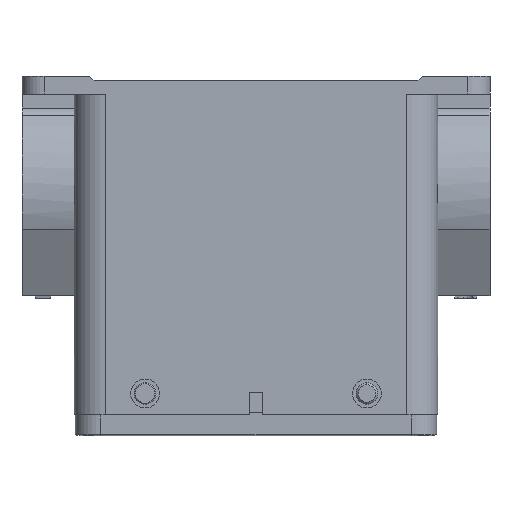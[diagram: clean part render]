
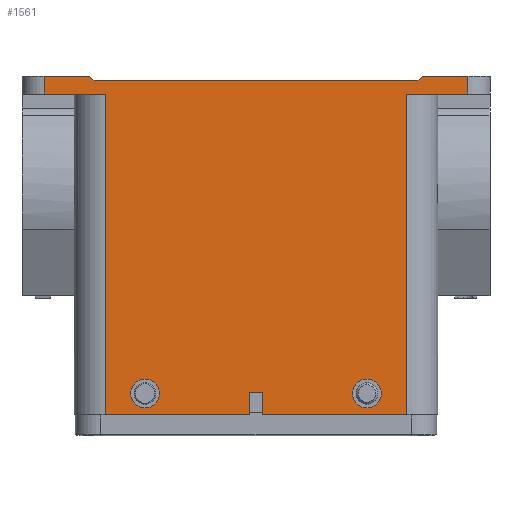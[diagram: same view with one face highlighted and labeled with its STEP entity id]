
A CAD part, front view. The second image highlights one B-rep face of the part: STEP entity #1561.
In plain terms, the highlighted planar face has unit normal (0, -1, 0).
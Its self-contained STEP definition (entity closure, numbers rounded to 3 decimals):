
#141=FACE_BOUND('',#2418,.T.);
#142=FACE_BOUND('',#2419,.T.);
#143=FACE_BOUND('',#2420,.T.);
#469=LINE('',#10425,#938);
#471=LINE('',#10429,#940);
#473=LINE('',#10433,#942);
#475=LINE('',#10437,#944);
#479=LINE('',#10453,#948);
#483=LINE('',#10466,#952);
#487=LINE('',#10481,#956);
#505=LINE('',#10537,#974);
#509=LINE('',#10545,#978);
#529=LINE('',#10600,#998);
#531=LINE('',#10607,#1000);
#535=LINE('',#10618,#1004);
#538=LINE('',#10624,#1007);
#539=LINE('',#10626,#1008);
#540=LINE('',#10627,#1009);
#541=LINE('',#10628,#1010);
#938=VECTOR('',#8120,1.);
#940=VECTOR('',#8124,1.);
#942=VECTOR('',#8128,1.);
#944=VECTOR('',#8132,1.);
#948=VECTOR('',#8144,1.);
#952=VECTOR('',#8156,1.);
#956=VECTOR('',#8172,1.);
#974=VECTOR('',#8222,1.);
#978=VECTOR('',#8234,1.);
#998=VECTOR('',#8294,1.);
#1000=VECTOR('',#8300,1.);
#1004=VECTOR('',#8310,1.);
#1007=VECTOR('',#8315,1.);
#1008=VECTOR('',#8316,1.);
#1009=VECTOR('',#8317,1.);
#1010=VECTOR('',#8318,1.);
#1253=PLANE('',#6783);
#1561=ADVANCED_FACE('NONE',(#141,#142,#143),#1253,.F.);
#2418=EDGE_LOOP('',(#3907,#3908));
#2419=EDGE_LOOP('',(#3909,#3910,#3911,#3912,#3913,#3914,#3915,#3916,#3917,
#3918,#3919,#3920,#3921,#3922,#3923,#3924));
#2420=EDGE_LOOP('',(#3925,#3926));
#3907=ORIENTED_EDGE('',*,*,#5257,.F.);
#3908=ORIENTED_EDGE('',*,*,#5687,.F.);
#3909=ORIENTED_EDGE('',*,*,#5717,.F.);
#3910=ORIENTED_EDGE('',*,*,#5691,.F.);
#3911=ORIENTED_EDGE('',*,*,#5761,.F.);
#3912=ORIENTED_EDGE('',*,*,#5762,.F.);
#3913=ORIENTED_EDGE('',*,*,#5758,.F.);
#3914=ORIENTED_EDGE('',*,*,#5763,.T.);
#3915=ORIENTED_EDGE('',*,*,#5753,.F.);
#3916=ORIENTED_EDGE('',*,*,#5764,.F.);
#3917=ORIENTED_EDGE('',*,*,#5750,.F.);
#3918=ORIENTED_EDGE('',*,*,#5683,.F.);
#3919=ORIENTED_EDGE('',*,*,#5721,.F.);
#3920=ORIENTED_EDGE('',*,*,#5668,.F.);
#3921=ORIENTED_EDGE('',*,*,#5666,.F.);
#3922=ORIENTED_EDGE('',*,*,#5664,.F.);
#3923=ORIENTED_EDGE('',*,*,#5662,.F.);
#3924=ORIENTED_EDGE('',*,*,#5676,.F.);
#3925=ORIENTED_EDGE('',*,*,#5261,.F.);
#3926=ORIENTED_EDGE('',*,*,#5660,.F.);
#4606=VERTEX_POINT('',#9444);
#4607=VERTEX_POINT('',#9445);
#4610=VERTEX_POINT('',#9453);
#4611=VERTEX_POINT('',#9454);
#4870=VERTEX_POINT('',#10424);
#4871=VERTEX_POINT('',#10426);
#4872=VERTEX_POINT('',#10430);
#4873=VERTEX_POINT('',#10434);
#4874=VERTEX_POINT('',#10438);
#4881=VERTEX_POINT('',#10452);
#4886=VERTEX_POINT('',#10465);
#4887=VERTEX_POINT('',#10467);
#4891=VERTEX_POINT('',#10480);
#4892=VERTEX_POINT('',#10482);
#4923=VERTEX_POINT('',#10601);
#4924=VERTEX_POINT('',#10605);
#4926=VERTEX_POINT('',#10608);
#4929=VERTEX_POINT('',#10617);
#4930=VERTEX_POINT('',#10619);
#4932=VERTEX_POINT('',#10625);
#5257=EDGE_CURVE('NONE',#4606,#4607,#6000,.T.);
#5261=EDGE_CURVE('NONE',#4610,#4611,#6002,.T.);
#5660=EDGE_CURVE('NONE',#4611,#4610,#6168,.T.);
#5662=EDGE_CURVE('NONE',#4870,#4871,#469,.T.);
#5664=EDGE_CURVE('NONE',#4871,#4872,#471,.T.);
#5666=EDGE_CURVE('NONE',#4872,#4873,#473,.T.);
#5668=EDGE_CURVE('NONE',#4873,#4874,#475,.T.);
#5676=EDGE_CURVE('',#4881,#4870,#479,.T.);
#5683=EDGE_CURVE('NONE',#4886,#4887,#483,.T.);
#5687=EDGE_CURVE('NONE',#4607,#4606,#6178,.T.);
#5691=EDGE_CURVE('NONE',#4891,#4892,#487,.T.);
#5717=EDGE_CURVE('NONE',#4892,#4881,#505,.T.);
#5721=EDGE_CURVE('NONE',#4874,#4886,#509,.T.);
#5750=EDGE_CURVE('NONE',#4887,#4923,#529,.T.);
#5753=EDGE_CURVE('NONE',#4924,#4926,#531,.T.);
#5758=EDGE_CURVE('NONE',#4929,#4930,#535,.T.);
#5761=EDGE_CURVE('NONE',#4932,#4891,#538,.T.);
#5762=EDGE_CURVE('NONE',#4930,#4932,#539,.T.);
#5763=EDGE_CURVE('NONE',#4929,#4926,#540,.T.);
#5764=EDGE_CURVE('NONE',#4923,#4924,#541,.T.);
#6000=CIRCLE('',#6391,3.25);
#6002=CIRCLE('',#6394,3.25);
#6168=CIRCLE('',#6718,3.25);
#6178=CIRCLE('',#6734,3.25);
#6391=AXIS2_PLACEMENT_3D('',#9443,#7256,#7257);
#6394=AXIS2_PLACEMENT_3D('',#9452,#7264,#7265);
#6718=AXIS2_PLACEMENT_3D('',#10421,#8115,#8116);
#6734=AXIS2_PLACEMENT_3D('',#10473,#8164,#8165);
#6783=AXIS2_PLACEMENT_3D('',#10629,#8319,#8320);
#7256=DIRECTION('',(0.,-1.,0.));
#7257=DIRECTION('',(0.,0.,-1.));
#7264=DIRECTION('',(0.,-1.,0.));
#7265=DIRECTION('',(0.,0.,-1.));
#8115=DIRECTION('',(0.,-1.,0.));
#8116=DIRECTION('',(0.,0.,-1.));
#8120=DIRECTION('',(0.,0.,1.));
#8124=DIRECTION('',(-1.,0.,0.));
#8128=DIRECTION('',(0.,0.,-1.));
#8132=DIRECTION('',(-1.,0.,0.));
#8144=DIRECTION('',(-1.,0.,0.));
#8156=DIRECTION('',(-1.,0.,0.));
#8164=DIRECTION('',(0.,-1.,0.));
#8165=DIRECTION('',(0.,0.,-1.));
#8172=DIRECTION('',(-1.,0.,0.));
#8222=DIRECTION('',(0.,0.,-1.));
#8234=DIRECTION('',(0.,0.,1.));
#8294=DIRECTION('',(0.,0.,1.));
#8300=DIRECTION('',(0.707,0.,-0.707));
#8310=DIRECTION('',(0.707,0.,0.707));
#8315=DIRECTION('',(0.,0.,-1.));
#8316=DIRECTION('',(1.,0.,0.));
#8317=DIRECTION('',(-1.,0.,0.));
#8318=DIRECTION('',(1.,0.,0.));
#8319=DIRECTION('',(0.,1.,0.));
#8320=DIRECTION('',(0.,0.,1.));
#9443=CARTESIAN_POINT('',(25.,-28.25,-71.5));
#9444=CARTESIAN_POINT('',(25.,-28.25,-74.75));
#9445=CARTESIAN_POINT('',(25.,-28.25,-68.25));
#9452=CARTESIAN_POINT('',(-25.,-28.25,-71.5));
#9453=CARTESIAN_POINT('',(-25.,-28.25,-74.75));
#9454=CARTESIAN_POINT('',(-25.,-28.25,-68.25));
#10421=CARTESIAN_POINT('',(-25.,-28.25,-71.5));
#10424=CARTESIAN_POINT('',(1.5,-28.25,-76.322));
#10425=CARTESIAN_POINT('',(1.5,-28.25,0.));
#10426=CARTESIAN_POINT('',(1.5,-28.25,-71.322));
#10429=CARTESIAN_POINT('',(0.,-28.25,-71.322));
#10430=CARTESIAN_POINT('',(-1.5,-28.25,-71.322));
#10433=CARTESIAN_POINT('',(-1.5,-28.25,0.));
#10434=CARTESIAN_POINT('',(-1.5,-28.25,-76.322));
#10437=CARTESIAN_POINT('',(0.,-28.25,-76.322));
#10438=CARTESIAN_POINT('',(-34.,-28.25,-76.322));
#10452=CARTESIAN_POINT('',(34.,-28.25,-76.322));
#10453=CARTESIAN_POINT('',(0.,-28.25,-76.322));
#10465=CARTESIAN_POINT('',(-34.,-28.25,-4.));
#10466=CARTESIAN_POINT('',(0.,-28.25,-4.));
#10467=CARTESIAN_POINT('',(-47.75,-28.25,-4.));
#10473=CARTESIAN_POINT('',(25.,-28.25,-71.5));
#10480=CARTESIAN_POINT('',(47.75,-28.25,-4.));
#10481=CARTESIAN_POINT('',(0.,-28.25,-4.));
#10482=CARTESIAN_POINT('',(34.,-28.25,-4.));
#10537=CARTESIAN_POINT('',(34.,-28.25,0.));
#10545=CARTESIAN_POINT('',(-34.,-28.25,0.));
#10600=CARTESIAN_POINT('',(-47.75,-28.25,0.));
#10601=CARTESIAN_POINT('',(-47.75,-28.25,0.));
#10605=CARTESIAN_POINT('',(-37.5,-28.25,0.));
#10607=CARTESIAN_POINT('',(-37.5,-28.25,0.));
#10608=CARTESIAN_POINT('',(-36.5,-28.25,-1.));
#10617=CARTESIAN_POINT('',(36.5,-28.25,-1.));
#10618=CARTESIAN_POINT('',(36.5,-28.25,-1.));
#10619=CARTESIAN_POINT('',(37.5,-28.25,0.));
#10624=CARTESIAN_POINT('',(47.75,-28.25,-49.816));
#10625=CARTESIAN_POINT('',(47.75,-28.25,0.));
#10626=CARTESIAN_POINT('',(-53.,-28.25,0.));
#10627=CARTESIAN_POINT('',(-36.5,-28.25,-1.));
#10628=CARTESIAN_POINT('',(-53.,-28.25,0.));
#10629=CARTESIAN_POINT('',(0.,-28.25,0.));
